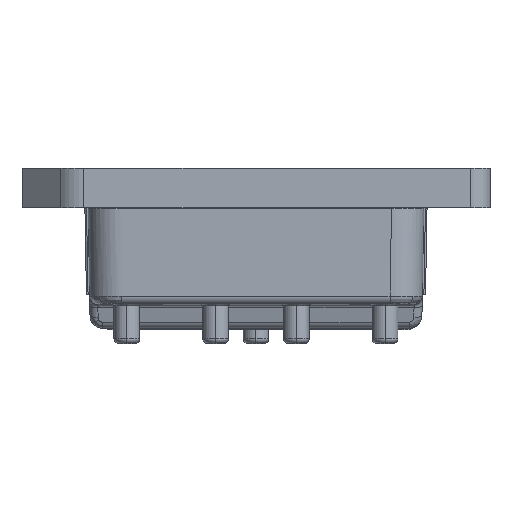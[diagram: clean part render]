
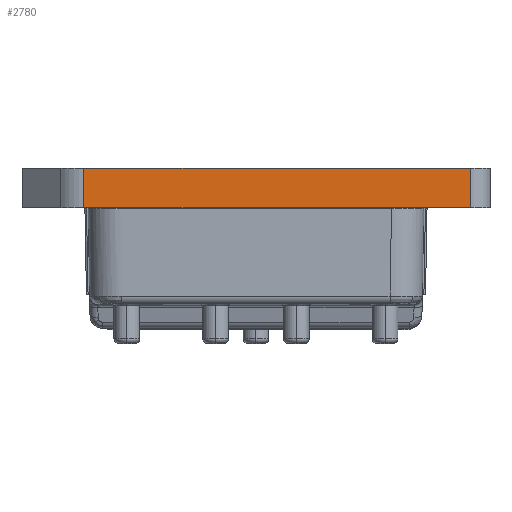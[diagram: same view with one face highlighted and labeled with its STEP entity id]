
A CAD part, left-side view. The second image highlights one B-rep face of the part: STEP entity #2780.
In plain terms, the highlighted planar face has unit normal (-1, 0, 0).
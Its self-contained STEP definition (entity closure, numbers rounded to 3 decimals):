
#2722=CARTESIAN_POINT('',(-28.956,-16.891,10.9));
#2723=VERTEX_POINT('',#2722);
#2731=CARTESIAN_POINT('',(-28.956,-16.891,7.8));
#2732=VERTEX_POINT('',#2731);
#2733=CARTESIAN_POINT('',(-28.956,-16.891,7.8));
#2734=DIRECTION('',(0.0,0.0,1.0));
#2735=VECTOR('',#2734,3.1);
#2736=LINE('',#2733,#2735);
#2737=EDGE_CURVE('',#2732,#2723,#2736,.T.);
#2750=CARTESIAN_POINT('',(-28.956,-16.891,7.8));
#2751=DIRECTION('',(-1.0,0.0,0.0));
#2752=DIRECTION('',(0.0,0.0,-1.0));
#2753=AXIS2_PLACEMENT_3D('',#2750,#2751,#2752);
#2754=PLANE('',#2753);
#2755=CARTESIAN_POINT('',(-28.956,13.553,10.9));
#2756=VERTEX_POINT('',#2755);
#2757=CARTESIAN_POINT('',(-28.956,-16.891,10.9));
#2758=DIRECTION('',(0.0,1.0,0.0));
#2759=VECTOR('',#2758,30.444);
#2760=LINE('',#2757,#2759);
#2761=EDGE_CURVE('',#2723,#2756,#2760,.T.);
#2762=ORIENTED_EDGE('',*,*,#2761,.T.);
#2763=CARTESIAN_POINT('',(-28.956,13.553,7.8));
#2764=VERTEX_POINT('',#2763);
#2765=CARTESIAN_POINT('',(-28.956,13.553,7.8));
#2766=DIRECTION('',(0.0,0.0,1.0));
#2767=VECTOR('',#2766,3.1);
#2768=LINE('',#2765,#2767);
#2769=EDGE_CURVE('',#2764,#2756,#2768,.T.);
#2770=ORIENTED_EDGE('',*,*,#2769,.F.);
#2771=CARTESIAN_POINT('',(-28.956,-16.891,7.8));
#2772=DIRECTION('',(0.0,1.0,0.0));
#2773=VECTOR('',#2772,30.444);
#2774=LINE('',#2771,#2773);
#2775=EDGE_CURVE('',#2732,#2764,#2774,.T.);
#2776=ORIENTED_EDGE('',*,*,#2775,.F.);
#2777=ORIENTED_EDGE('',*,*,#2737,.T.);
#2778=EDGE_LOOP('',(#2762,#2770,#2776,#2777));
#2779=FACE_OUTER_BOUND('',#2778,.T.);
#2780=ADVANCED_FACE('',(#2779),#2754,.T.);
